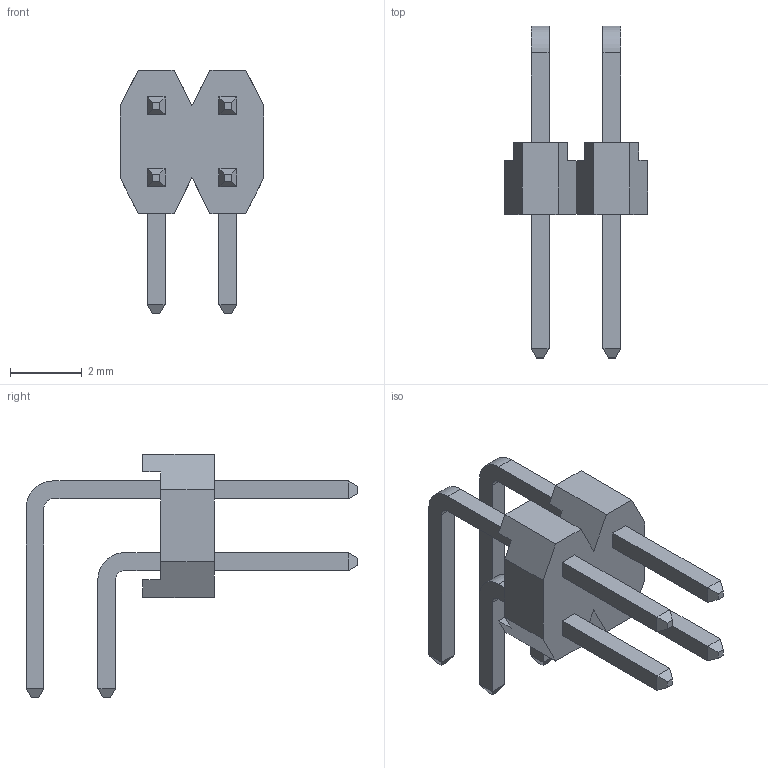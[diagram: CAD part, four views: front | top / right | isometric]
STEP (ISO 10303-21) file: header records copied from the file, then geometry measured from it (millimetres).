
FILE_DESCRIPTION (( 'STEP AP214' ), '1' );
FILE_NAME ('User Library-PLD2-xx-R.STEP', '2016-11-09T07:16:44', ( 'Windows User' ), ( '' ), 'SwSTEP 2.0', 'SolidWorks 2016', '' );
FILE_SCHEMA (( 'AUTOMOTIVE_DESIGN' ));
Length unit declared in the file: millimetre
Products named in the file (1): User Library-PLD2-xx-R
Bounding box: 4 x 9.25 x 6.8 mm (x, y, z)
Volume: 33.1 mm3; surface area: 146.9 mm2
Topology: 1 solids, 1 shells, 112 faces, 274 edges, 172 vertices
Faces by surface type: plane 104, cylinder 8
Entity records: 4464 total; most frequent: CARTESIAN_POINT 559, ORIENTED_EDGE 548, DIRECTION 516, EDGE_CURVE 274, LINE 258, VECTOR 258, VERTEX_POINT 172, AXIS2_PLACEMENT_3D 129
